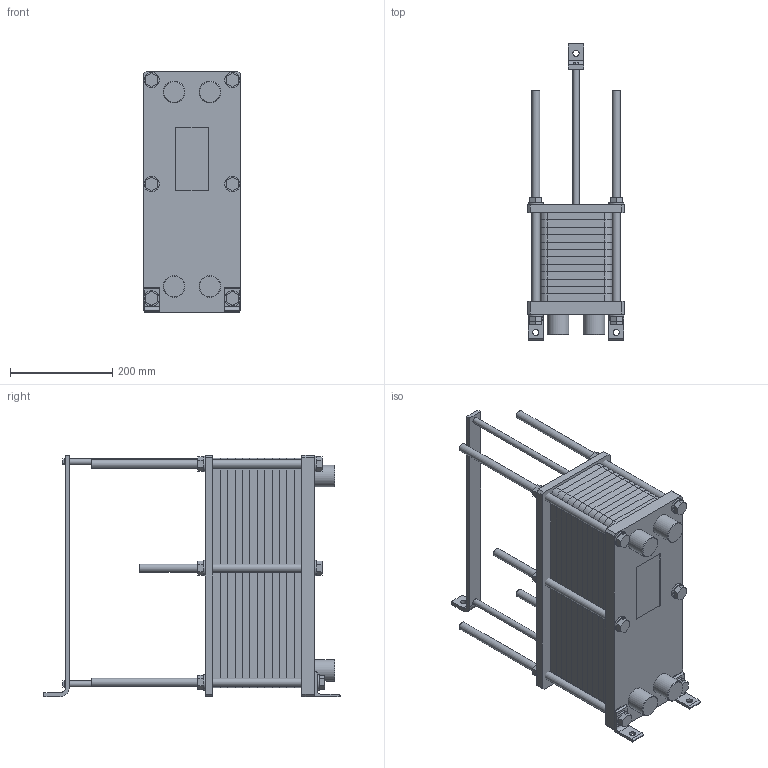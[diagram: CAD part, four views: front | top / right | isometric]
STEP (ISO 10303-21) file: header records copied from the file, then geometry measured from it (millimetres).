
FILE_DESCRIPTION(/* description */ (''),/* implementation_level */ '2;1');
FILE_NAME(/* name */ '3d_RHG-04-60-8026900.stp',/* time_stamp */ '2020-01-10T09:55:34+01:00',/* author */ ('Andrzej'),/* organization */ (''),/* preprocessor_version */ 'ST-DEVELOPER v16.13',/* originating_system */ 'AutoCAD Mechanical',/* authorisation */ '');
FILE_SCHEMA (('AUTOMOTIVE_DESIGN { 1 0 10303 214 3 1 1 }'));
Length unit declared in the file: millimetre
Products named in the file (1): Product
Bounding box: 190 x 580 x 473 mm (x, y, z)
Volume: 18918965 mm3; surface area: 2807469.9 mm2
Topology: 15 solids, 15 shells, 522 faces, 1748 edges, 1796 vertices
Faces by surface type: plane 378, cylinder 136, cone 8
Full cylindrical faces by diameter (mm): 12 x10, 16 x12, 30 x18, 42.4 x8
Entity records: 19027 total; most frequent: CARTESIAN_POINT 4007, DIRECTION 3262, ORIENTED_EDGE 2420, EDGE_CURVE 1210, LINE 1164, VECTOR 1164, AXIS2_PLACEMENT_3D 1049, VERTEX_POINT 834
